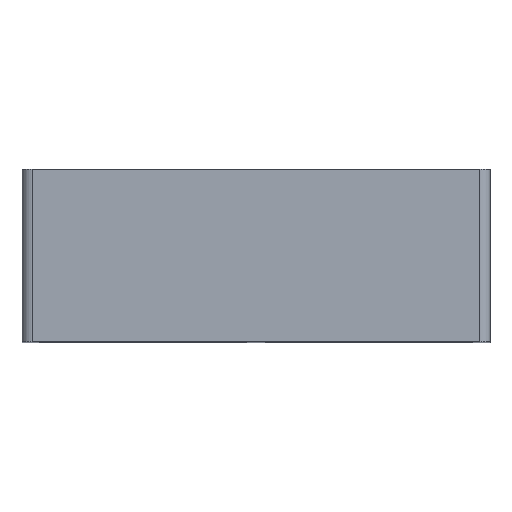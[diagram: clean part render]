
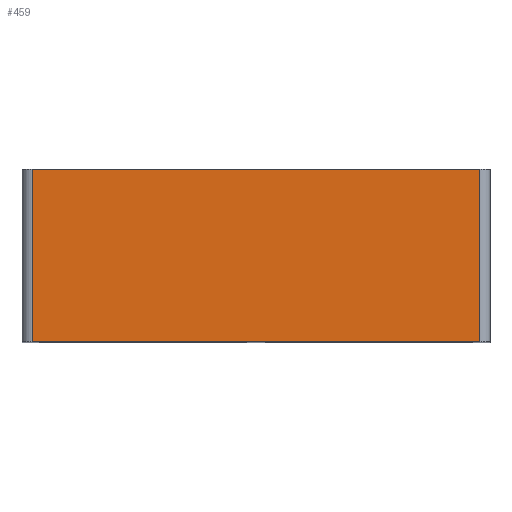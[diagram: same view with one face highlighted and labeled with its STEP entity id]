
A CAD part, top view. The second image highlights one B-rep face of the part: STEP entity #459.
In plain terms, the highlighted planar face has unit normal (0, 0, 1).
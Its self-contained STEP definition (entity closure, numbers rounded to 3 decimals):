
#331=CARTESIAN_POINT('',(129.5,-3.0,149.));
#332=VERTEX_POINT('',#331);
#340=CARTESIAN_POINT('',(-129.5,-3.0,149.));
#341=VERTEX_POINT('',#340);
#342=CARTESIAN_POINT('',(129.5,-3.0,149.));
#343=DIRECTION('',(-1.0,0.0,0.0));
#344=VECTOR('',#343,259.);
#345=LINE('',#342,#344);
#346=EDGE_CURVE('',#332,#341,#345,.T.);
#417=CARTESIAN_POINT('',(129.5,97.0,149.));
#418=VERTEX_POINT('',#417);
#426=CARTESIAN_POINT('',(129.5,-3.0,149.));
#427=DIRECTION('',(0.0,1.0,0.0));
#428=VECTOR('',#427,100.0);
#429=LINE('',#426,#428);
#430=EDGE_CURVE('',#332,#418,#429,.T.);
#436=CARTESIAN_POINT('',(-129.5,0.0,149.));
#437=DIRECTION('',(0.0,0.0,1.0));
#438=DIRECTION('',(1.0,0.0,0.0));
#439=AXIS2_PLACEMENT_3D('',#436,#437,#438);
#440=PLANE('',#439);
#441=ORIENTED_EDGE('',*,*,#430,.T.);
#442=CARTESIAN_POINT('',(-129.5,97.0,149.));
#443=VERTEX_POINT('',#442);
#444=CARTESIAN_POINT('',(-129.5,97.0,149.));
#445=DIRECTION('',(1.0,0.0,0.0));
#446=VECTOR('',#445,259.);
#447=LINE('',#444,#446);
#448=EDGE_CURVE('',#443,#418,#447,.T.);
#449=ORIENTED_EDGE('',*,*,#448,.F.);
#450=CARTESIAN_POINT('',(-129.5,-3.0,149.));
#451=DIRECTION('',(0.0,1.0,0.0));
#452=VECTOR('',#451,100.0);
#453=LINE('',#450,#452);
#454=EDGE_CURVE('',#341,#443,#453,.T.);
#455=ORIENTED_EDGE('',*,*,#454,.F.);
#456=ORIENTED_EDGE('',*,*,#346,.F.);
#457=EDGE_LOOP('',(#441,#449,#455,#456));
#458=FACE_OUTER_BOUND('',#457,.T.);
#459=ADVANCED_FACE('',(#458),#440,.T.);
